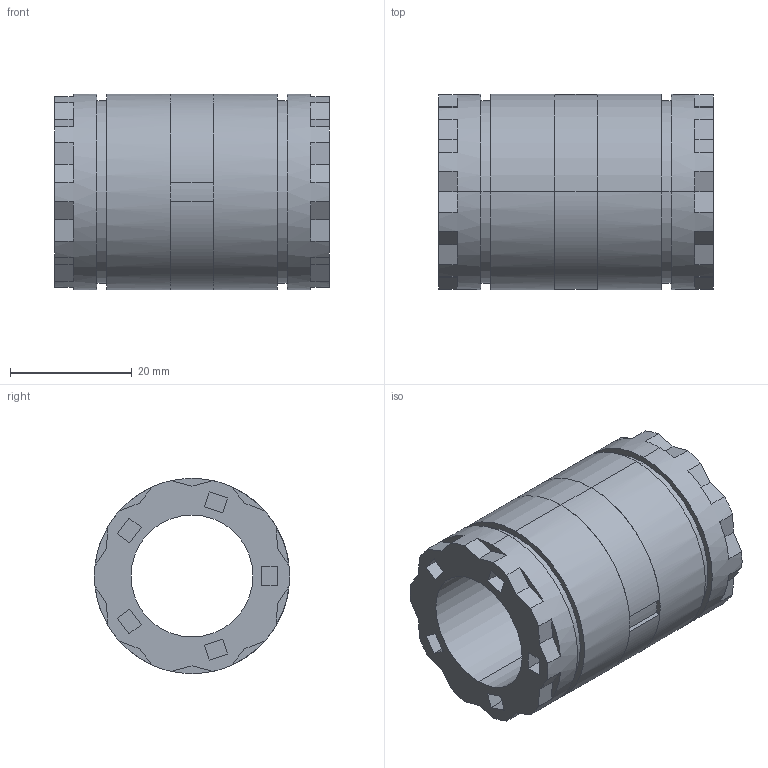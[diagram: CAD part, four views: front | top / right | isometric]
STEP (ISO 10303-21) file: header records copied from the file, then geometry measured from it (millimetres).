
FILE_DESCRIPTION (( 'STEP AP214' ), '1' );
FILE_NAME ('Danaher-SSEM CLOSED BEARING SIZE_SSEM20_.step', '2009-11-09T08:32:04', ( 'sysAdmin' ), ( 'SolidWorks' ), 'SwSTEP 2.0', 'SolidWorks 2009', '' );
FILE_SCHEMA (( 'AUTOMOTIVE_DESIGN' ));
Length unit declared in the file: millimetre
Products named in the file (1): Danaher-SSEM CLOSED BEARING SIZE_SSEM20_
Bounding box: 45 x 32 x 32 mm (x, y, z)
Volume: 21235.2 mm3; surface area: 9019.3 mm2
Topology: 1 solids, 1 shells, 138 faces, 360 edges, 240 vertices
Faces by surface type: plane 120, cylinder 18
Entity records: 5721 total; most frequent: CARTESIAN_POINT 739, ORIENTED_EDGE 720, DIRECTION 714, EDGE_CURVE 360, VECTOR 284, LINE 284, VERTEX_POINT 240, AXIS2_PLACEMENT_3D 215
